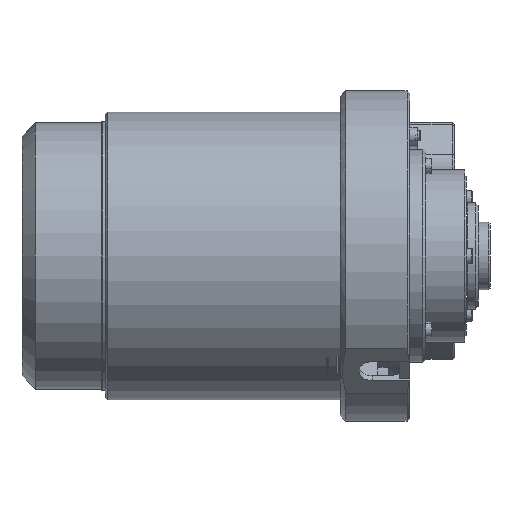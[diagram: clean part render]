
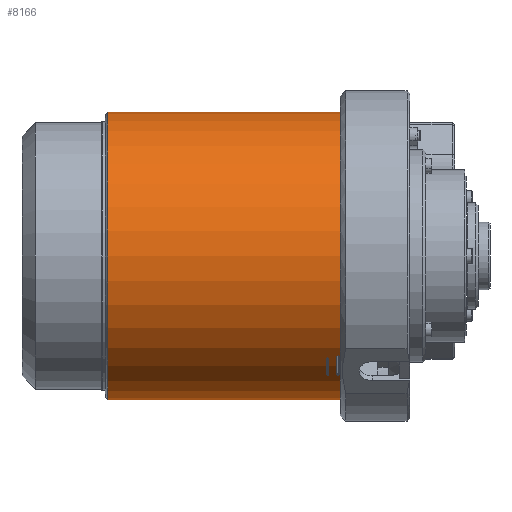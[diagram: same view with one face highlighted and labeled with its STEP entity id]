
A CAD part, front view. The second image highlights one B-rep face of the part: STEP entity #8166.
In plain terms, the highlighted cylindrical face has radius 54 mm (diameter 108 mm), a partial arc.
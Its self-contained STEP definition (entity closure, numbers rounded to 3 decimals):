
#188 = CIRCLE ( 'NONE', #16890, 54. ) ;
#652 = VERTEX_POINT ( 'NONE', #8907 ) ;
#713 = ORIENTED_EDGE ( 'NONE', *, *, #13333, .T. ) ;
#1694 = LINE ( 'NONE', #10843, #9145 ) ;
#2129 = EDGE_LOOP ( 'NONE', ( #7967, #7194, #713, #11154 ) ) ;
#2838 = AXIS2_PLACEMENT_3D ( 'NONE', #15087, #18212, #4105 ) ;
#3248 = VERTEX_POINT ( 'NONE', #20149 ) ;
#4105 = DIRECTION ( 'NONE',  ( 0., 0., -1. ) ) ;
#4237 = EDGE_CURVE ( 'NONE', #3248, #13621, #188, .T. ) ;
#6917 = CIRCLE ( 'NONE', #16835, 54. ) ;
#7194 = ORIENTED_EDGE ( 'NONE', *, *, #19184, .T. ) ;
#7967 = ORIENTED_EDGE ( 'NONE', *, *, #18518, .F. ) ;
#8166 = ADVANCED_FACE ( 'NONE', ( #18361 ), #16109, .T. ) ;
#8621 = DIRECTION ( 'NONE',  ( 1., 0., 0. ) ) ;
#8751 = CARTESIAN_POINT ( 'NONE',  ( -105.732, 0., 0. ) ) ;
#8840 = CARTESIAN_POINT ( 'NONE',  ( -15.5, 0., 0. ) ) ;
#8907 = CARTESIAN_POINT ( 'NONE',  ( -105.732, 0., 54. ) ) ;
#9145 = VECTOR ( 'NONE', #12414, 1000. ) ;
#10342 = DIRECTION ( 'NONE',  ( 0., 0., -1. ) ) ;
#10437 = DIRECTION ( 'NONE',  ( 0., 0., -1. ) ) ;
#10843 = CARTESIAN_POINT ( 'NONE',  ( 0., 0., 54. ) ) ;
#10975 = VERTEX_POINT ( 'NONE', #15653 ) ;
#11154 = ORIENTED_EDGE ( 'NONE', *, *, #4237, .F. ) ;
#12414 = DIRECTION ( 'NONE',  ( 1., 0., 0. ) ) ;
#12464 = CARTESIAN_POINT ( 'NONE',  ( -15.5, 0., -54. ) ) ;
#13333 = EDGE_CURVE ( 'NONE', #10975, #13621, #19335, .T. ) ;
#13621 = VERTEX_POINT ( 'NONE', #12464 ) ;
#14919 = CARTESIAN_POINT ( 'NONE',  ( 0., 0., -54. ) ) ;
#15087 = CARTESIAN_POINT ( 'NONE',  ( 0., 0., 0. ) ) ;
#15653 = CARTESIAN_POINT ( 'NONE',  ( -105.732, 0., -54. ) ) ;
#16109 = CYLINDRICAL_SURFACE ( 'NONE', #2838, 54. ) ;
#16835 = AXIS2_PLACEMENT_3D ( 'NONE', #8751, #19687, #10342 ) ;
#16890 = AXIS2_PLACEMENT_3D ( 'NONE', #8840, #19770, #10437 ) ;
#18212 = DIRECTION ( 'NONE',  ( 1., 0., 0. ) ) ;
#18361 = FACE_OUTER_BOUND ( 'NONE', #2129, .T. ) ;
#18518 = EDGE_CURVE ( 'NONE', #652, #3248, #1694, .T. ) ;
#18864 = VECTOR ( 'NONE', #8621, 1000. ) ;
#19184 = EDGE_CURVE ( 'NONE', #652, #10975, #6917, .T. ) ;
#19335 = LINE ( 'NONE', #14919, #18864 ) ;
#19687 = DIRECTION ( 'NONE',  ( 1., 0., 0. ) ) ;
#19770 = DIRECTION ( 'NONE',  ( 1., 0., 0. ) ) ;
#20149 = CARTESIAN_POINT ( 'NONE',  ( -15.5, 0., 54. ) ) ;
